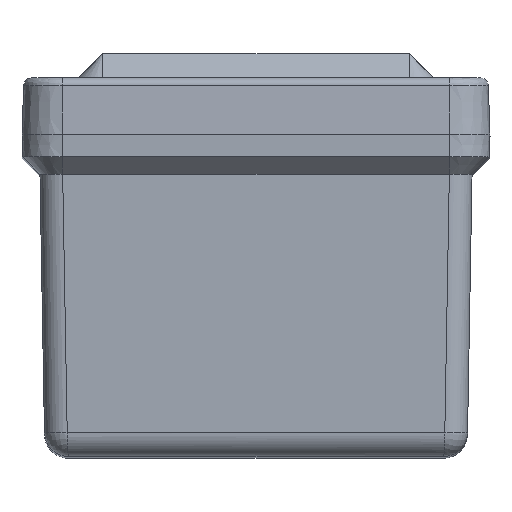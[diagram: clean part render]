
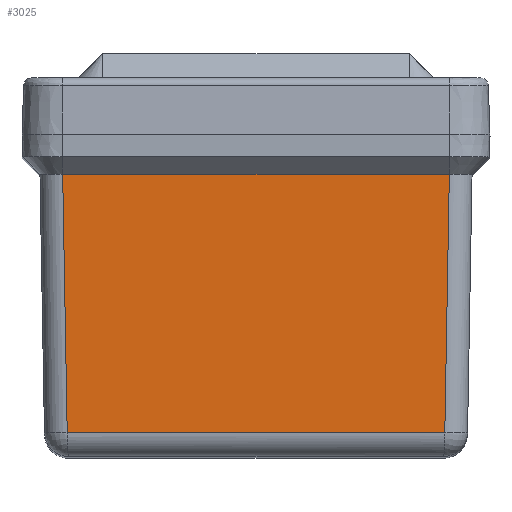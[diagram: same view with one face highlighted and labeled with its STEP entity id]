
A CAD part, top view. The second image highlights one B-rep face of the part: STEP entity #3025.
In plain terms, the highlighted planar face has unit normal (0, -0.018, 1).
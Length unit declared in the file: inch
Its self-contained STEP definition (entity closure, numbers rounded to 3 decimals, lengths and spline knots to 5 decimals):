
#152 = LINE ( 'NONE', #5818, #1615 ) ;
#288 = DIRECTION ( 'NONE',  ( 0.017, 1., 0.017 ) ) ;
#318 = LINE ( 'NONE', #8944, #7522 ) ;
#351 = VERTEX_POINT ( 'NONE', #4798 ) ;
#1011 = EDGE_CURVE ( 'NONE', #9103, #351, #16955, .T. ) ;
#1615 = VECTOR ( 'NONE', #18601, 39.37008 ) ;
#2163 = LINE ( 'NONE', #19365, #17394 ) ;
#3025 = ADVANCED_FACE ( 'NONE', ( #15988 ), #4547, .T. ) ;
#3384 = EDGE_CURVE ( 'NONE', #5273, #351, #318, .T. ) ;
#3413 = CARTESIAN_POINT ( 'NONE',  ( -1.49742, 2.1863, 4.06546 ) ) ;
#3534 = CARTESIAN_POINT ( 'NONE',  ( -1.49742, 2.1863, 4.06546 ) ) ;
#4547 = PLANE ( 'NONE',  #11822 ) ;
#4798 = CARTESIAN_POINT ( 'NONE',  ( -1.46247, 0.18423, 4.03051 ) ) ;
#4977 = ORIENTED_EDGE ( 'NONE', *, *, #1011, .T. ) ;
#5273 = VERTEX_POINT ( 'NONE', #19332 ) ;
#5818 = CARTESIAN_POINT ( 'NONE',  ( 1.5, 2.1863, 4.06546 ) ) ;
#7483 = ORIENTED_EDGE ( 'NONE', *, *, #3384, .F. ) ;
#7522 = VECTOR ( 'NONE', #16961, 39.37008 ) ;
#7920 = DIRECTION ( 'NONE',  ( 0., -0.017, 1. ) ) ;
#8115 = CARTESIAN_POINT ( 'NONE',  ( 1.49742, 2.1863, 4.06546 ) ) ;
#8944 = CARTESIAN_POINT ( 'NONE',  ( 0.75, 0.18423, 4.03051 ) ) ;
#9103 = VERTEX_POINT ( 'NONE', #3534 ) ;
#11822 = AXIS2_PLACEMENT_3D ( 'NONE', #17463, #7920, #15560 ) ;
#11916 = ORIENTED_EDGE ( 'NONE', *, *, #14976, .T. ) ;
#12004 = ORIENTED_EDGE ( 'NONE', *, *, #19325, .T. ) ;
#12682 = VECTOR ( 'NONE', #19549, 39.37008 ) ;
#13451 = VERTEX_POINT ( 'NONE', #8115 ) ;
#14976 = EDGE_CURVE ( 'NONE', #5273, #13451, #2163, .T. ) ;
#15560 = DIRECTION ( 'NONE',  ( 0., -1., -0.017 ) ) ;
#15988 = FACE_OUTER_BOUND ( 'NONE', #18095, .T. ) ;
#16955 = LINE ( 'NONE', #3413, #12682 ) ;
#16961 = DIRECTION ( 'NONE',  ( -1., 0., 0. ) ) ;
#17394 = VECTOR ( 'NONE', #288, 39.37008 ) ;
#17463 = CARTESIAN_POINT ( 'NONE',  ( 1.5, 2.1863, 4.06546 ) ) ;
#18095 = EDGE_LOOP ( 'NONE', ( #12004, #4977, #7483, #11916 ) ) ;
#18601 = DIRECTION ( 'NONE',  ( -1., 0., 0. ) ) ;
#19325 = EDGE_CURVE ( 'NONE', #13451, #9103, #152, .T. ) ;
#19332 = CARTESIAN_POINT ( 'NONE',  ( 1.46247, 0.18423, 4.03051 ) ) ;
#19365 = CARTESIAN_POINT ( 'NONE',  ( 1.46247, 0.18423, 4.03051 ) ) ;
#19549 = DIRECTION ( 'NONE',  ( 0.017, -1., -0.017 ) ) ;
